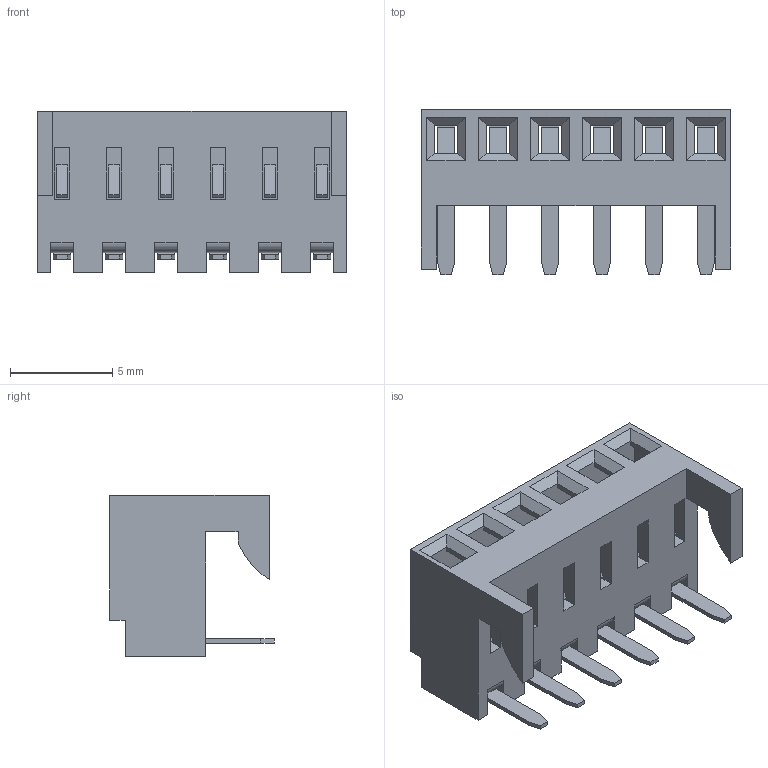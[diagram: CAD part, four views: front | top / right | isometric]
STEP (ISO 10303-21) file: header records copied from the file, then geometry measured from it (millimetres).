
FILE_DESCRIPTION(('STEP AP242'),'1');
FILE_NAME('0022152066.stp','2024-11-25T10:42:35',('TraceParts'),('TraceParts S.A.'),'Spatial InterOp 3D',' ',' ');
FILE_SCHEMA(('AP242_MANAGED_MODEL_BASED_3D_ENGINEERING_MIM_LF {1 0 10303 442 1 1 4}'));
Length unit declared in the file: millimetre
Products named in the file (1): 0022152066_1
Bounding box: 15.14 x 8.05 x 7.87 mm (x, y, z)
Volume: 241.2 mm3; surface area: 926 mm2
Topology: 1 solids, 1 shells, 320 faces, 910 edges, 610 vertices
Faces by surface type: plane 238, cylinder 82
Entity records: 10344 total; most frequent: CARTESIAN_POINT 1818, ORIENTED_EDGE 1796, DIRECTION 1730, EDGE_CURVE 898, LINE 734, VECTOR 734, VERTEX_POINT 586, AXIS2_PLACEMENT_3D 498
